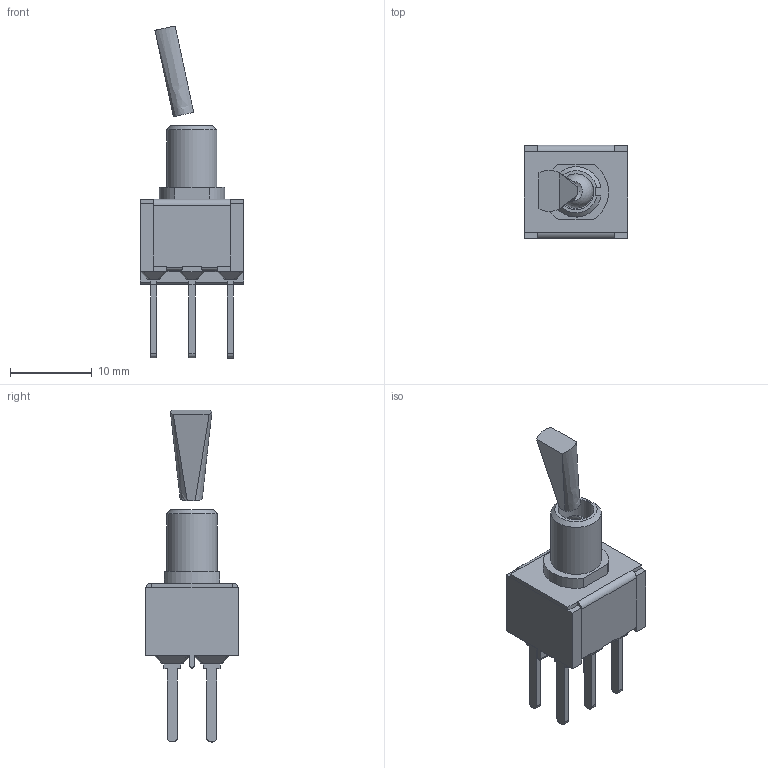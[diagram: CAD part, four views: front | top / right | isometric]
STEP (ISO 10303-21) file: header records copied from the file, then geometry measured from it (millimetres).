
FILE_DESCRIPTION(/* description */ (''),/* implementation_level */ '2;1');
FILE_NAME(/* name */ '100DPxT6B11M53xE.stp',/* time_stamp */ '2026-01-16T14:37:08-06:00',/* author */ ('jmeyers'),/* organization */ (''),/* preprocessor_version */ 'ST-DEVELOPER v18.1',/* originating_system */ 'Autodesk Inventor 2022',/* authorisation */ '');
FILE_SCHEMA (('AUTOMOTIVE_DESIGN { 1 0 10303 214 3 1 1 }'));
Length unit declared in the file: inch
Products named in the file (1): Part117
Bounding box: 12.7 x 11.43 x 40.65 mm (x, y, z)
Volume: 1067.8 mm3; surface area: 2146.4 mm2
Topology: 2 solids, 3 shells, 379 faces, 984 edges, 604 vertices
Faces by surface type: plane 275, cylinder 75, sphere 25, cone 2, bspline 2
Full cylindrical faces by diameter (mm): 4.4 x1
Entity records: 11277 total; most frequent: CARTESIAN_POINT 2010, ORIENTED_EDGE 1918, DIRECTION 1893, EDGE_CURVE 959, LINE 771, VECTOR 771, VERTEX_POINT 604, AXIS2_PLACEMENT_3D 561
